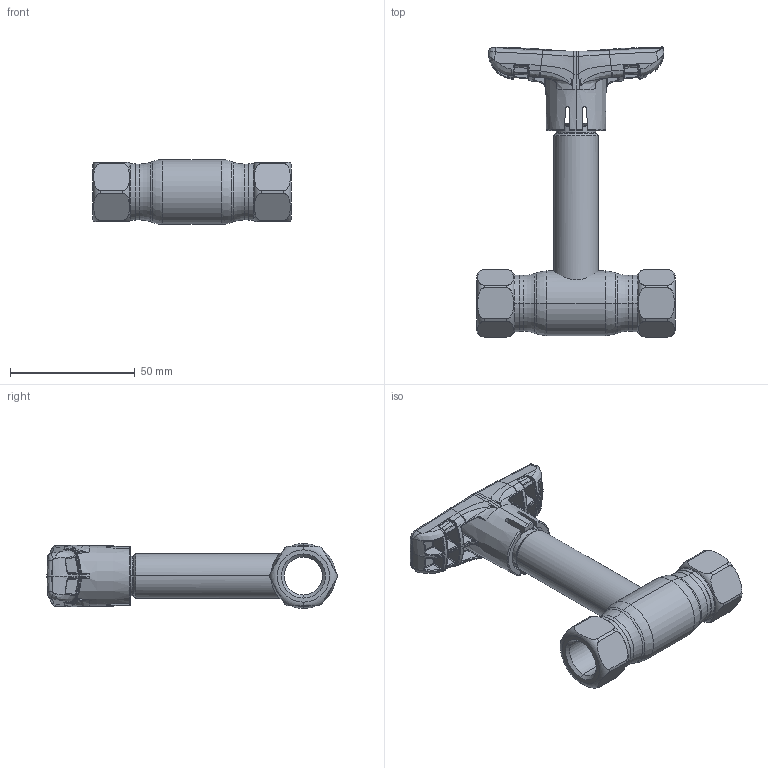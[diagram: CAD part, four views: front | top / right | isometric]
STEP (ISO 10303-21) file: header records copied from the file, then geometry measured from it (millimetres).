
FILE_DESCRIPTION (( 'STEP AP214' ), '1' );
FILE_NAME ('1010002031-2401.step', '2023-09-14T08:38:50', ( '' ), ( '' ), 'SwSTEP 2.0', 'SolidWorks 2021', '' );
FILE_SCHEMA (( 'AUTOMOTIVE_DESIGN' ));
Length unit declared in the file: millimetre
Products named in the file (1): 1010002031-2401
Bounding box: 79.6 x 116.28 x 26 mm (x, y, z)
Surface area: 20895.8 mm2 (no closed solid volume)
Topology: 0 solids, 6 shells, 707 faces, 2033 edges, 1257 vertices
Faces by surface type: bspline 547, plane 59, cylinder 42, torus 29, cone 19, sphere 11
Entity records: 54175 total; most frequent: CARTESIAN_POINT 32765, ORIENTED_EDGE 3592, EDGE_CURVE 2027, DIRECTION 1421, B_SPLINE_CURVE_WITH_KNOTS 1391, VERTEX_POINT 1257, EDGE_LOOP 715, UNCERTAINTY_MEASURE_WITH_UNIT 709
